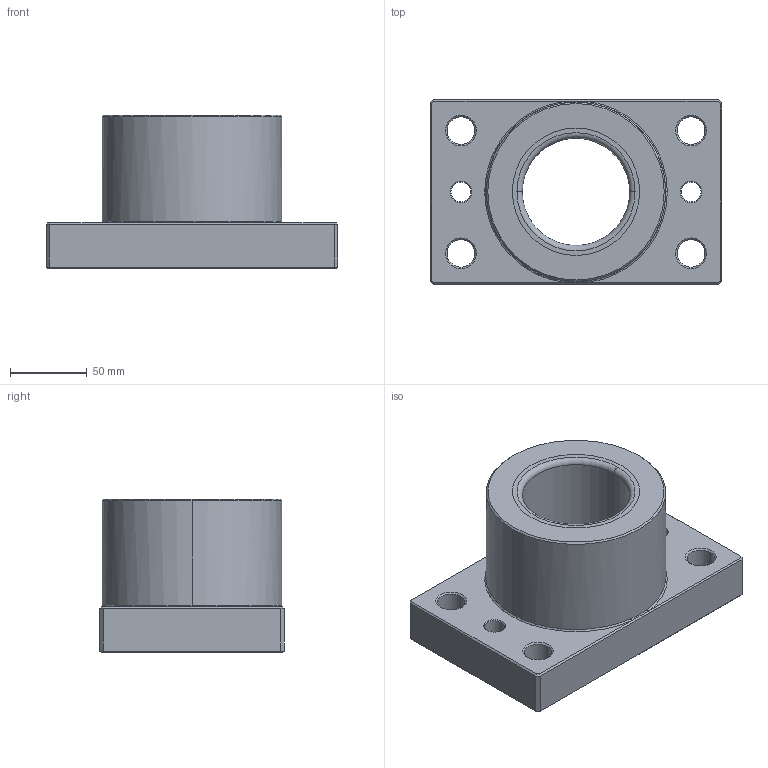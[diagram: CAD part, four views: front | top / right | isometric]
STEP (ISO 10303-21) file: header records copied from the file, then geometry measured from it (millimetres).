
FILE_DESCRIPTION (( 'STEP AP214' ), '1' );
FILE_NAME ('SABP-D60.STEP', '2021-09-19T06:38:38', ( 'User' ), ( 'china' ), 'SwSTEP 2.0', 'SolidWorks 2016', '' );
FILE_SCHEMA (( 'AUTOMOTIVE_DESIGN' ));
Length unit declared in the file: millimetre
Products named in the file (3): SABP-D60傍杶; SABP-D60
Assembly tree (2 placements, depth 2):
  SABP-D60
    SABP-D60
    SABP-D60傍杶
Bounding box: 190 x 120 x 100 mm (x, y, z)
Volume: 1007417.8 mm3; surface area: 161950.1 mm2
Topology: 2 solids, 2 shells, 103 faces, 238 edges, 141 vertices
Faces by surface type: plane 40, cone 28, cylinder 26, torus 7, bspline 2
Entity records: 3116 total; most frequent: CARTESIAN_POINT 587, DIRECTION 546, ORIENTED_EDGE 476, EDGE_CURVE 238, AXIS2_PLACEMENT_3D 204, VERTEX_POINT 141, VECTOR 138, LINE 138
